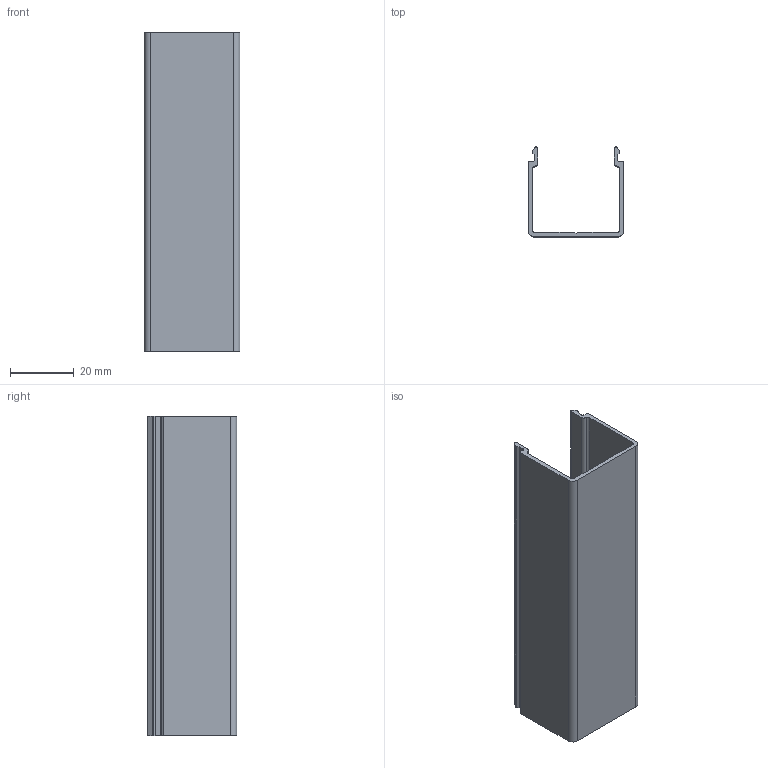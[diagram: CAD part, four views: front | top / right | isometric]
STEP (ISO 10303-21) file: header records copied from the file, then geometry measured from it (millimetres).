
FILE_DESCRIPTION(/* description */ (''),/* implementation_level */ '2;1');
FILE_NAME(/* name */ 'BPRCA0000001.stp',/* time_stamp */ '2017-07-14T09:56:03+02:00',/* author */ ('fzagni'),/* organization */ (''),/* preprocessor_version */ 'ST-DEVELOPER v16.1',/* originating_system */ 'Autodesk Inventor 2016',/* authorisation */ '');
FILE_SCHEMA (('AUTOMOTIVE_DESIGN { 1 0 10303 214 3 1 1 }'));
Length unit declared in the file: millimetre
Products named in the file (1): BPRCA0000001
Bounding box: 30 x 28.1 x 100 mm (x, y, z)
Volume: 11095 mm3; surface area: 17386 mm2
Topology: 1 solids, 1 shells, 37 faces, 105 edges, 70 vertices
Faces by surface type: plane 21, cylinder 16
Entity records: 1235 total; most frequent: DIRECTION 213, CARTESIAN_POINT 213, ORIENTED_EDGE 210, EDGE_CURVE 105, LINE 73, VECTOR 73, VERTEX_POINT 70, AXIS2_PLACEMENT_3D 70
